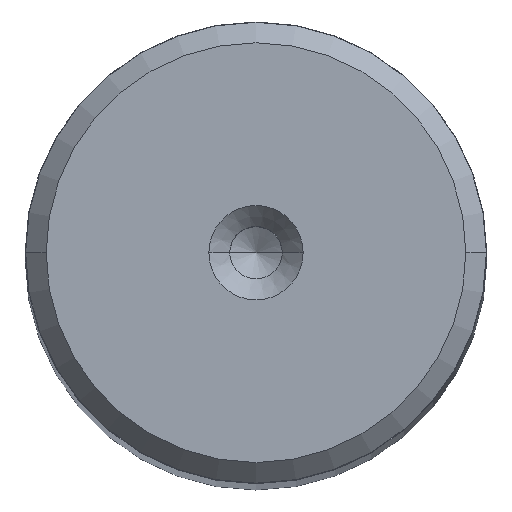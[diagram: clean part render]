
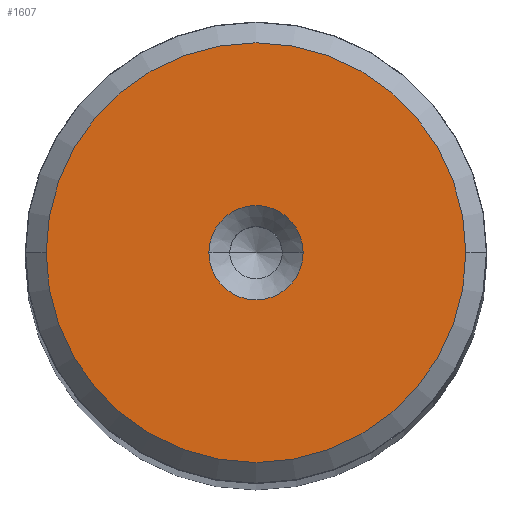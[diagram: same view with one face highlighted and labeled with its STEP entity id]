
A CAD part, top view. The second image highlights one B-rep face of the part: STEP entity #1607.
In plain terms, the highlighted planar face has unit normal (0, 0, 1).
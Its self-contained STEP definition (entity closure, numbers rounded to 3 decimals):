
#11 = CIRCLE ( 'NONE', #1791, 10.009 ) ;
#93 = CIRCLE ( 'NONE', #1962, 2.25 ) ;
#107 = DIRECTION ( 'NONE',  ( 0., 0., 1. ) ) ;
#120 = ORIENTED_EDGE ( 'NONE', *, *, #1144, .T. ) ;
#148 = CARTESIAN_POINT ( 'NONE',  ( 0., 0., 180. ) ) ;
#234 = CIRCLE ( 'NONE', #914, 2.25 ) ;
#325 = EDGE_CURVE ( 'NONE', #1074, #2514, #2300, .T. ) ;
#414 = CARTESIAN_POINT ( 'NONE',  ( 0., 0., 180. ) ) ;
#430 = VERTEX_POINT ( 'NONE', #2311 ) ;
#648 = CARTESIAN_POINT ( 'NONE',  ( -10.009, 0., 180. ) ) ;
#656 = ORIENTED_EDGE ( 'NONE', *, *, #2312, .F. ) ;
#674 = DIRECTION ( 'NONE',  ( 0., 0., 1. ) ) ;
#731 = CARTESIAN_POINT ( 'NONE',  ( 0., 0., 180. ) ) ;
#743 = EDGE_CURVE ( 'NONE', #830, #430, #93, .T. ) ;
#830 = VERTEX_POINT ( 'NONE', #1407 ) ;
#866 = FACE_OUTER_BOUND ( 'NONE', #2134, .T. ) ;
#914 = AXIS2_PLACEMENT_3D ( 'NONE', #414, #2242, #2011 ) ;
#942 = DIRECTION ( 'NONE',  ( 0., 0., 1. ) ) ;
#966 = DIRECTION ( 'NONE',  ( 1., 0., 0. ) ) ;
#1005 = ORIENTED_EDGE ( 'NONE', *, *, #743, .F. ) ;
#1074 = VERTEX_POINT ( 'NONE', #1247 ) ;
#1077 = AXIS2_PLACEMENT_3D ( 'NONE', #1429, #2000, #2414 ) ;
#1144 = EDGE_CURVE ( 'NONE', #2514, #1074, #11, .T. ) ;
#1247 = CARTESIAN_POINT ( 'NONE',  ( 10.009, 0., 180. ) ) ;
#1407 = CARTESIAN_POINT ( 'NONE',  ( 2.25, 0., 180. ) ) ;
#1429 = CARTESIAN_POINT ( 'NONE',  ( 0., 0., 180. ) ) ;
#1487 = CARTESIAN_POINT ( 'NONE',  ( 0., 0., 180. ) ) ;
#1605 = EDGE_LOOP ( 'NONE', ( #1005, #656 ) ) ;
#1607 = ADVANCED_FACE ( 'NONE', ( #1836, #866 ), #2423, .T. ) ;
#1629 = ORIENTED_EDGE ( 'NONE', *, *, #325, .T. ) ;
#1791 = AXIS2_PLACEMENT_3D ( 'NONE', #148, #942, #2419 ) ;
#1836 = FACE_BOUND ( 'NONE', #1605, .T. ) ;
#1962 = AXIS2_PLACEMENT_3D ( 'NONE', #731, #107, #966 ) ;
#2000 = DIRECTION ( 'NONE',  ( 0., 0., 1. ) ) ;
#2011 = DIRECTION ( 'NONE',  ( 1., 0., 0. ) ) ;
#2134 = EDGE_LOOP ( 'NONE', ( #120, #1629 ) ) ;
#2242 = DIRECTION ( 'NONE',  ( 0., 0., 1. ) ) ;
#2275 = DIRECTION ( 'NONE',  ( 1., 0., 0. ) ) ;
#2300 = CIRCLE ( 'NONE', #2446, 10.009 ) ;
#2311 = CARTESIAN_POINT ( 'NONE',  ( -2.25, 0., 180. ) ) ;
#2312 = EDGE_CURVE ( 'NONE', #430, #830, #234, .T. ) ;
#2414 = DIRECTION ( 'NONE',  ( 1., 0., 0. ) ) ;
#2419 = DIRECTION ( 'NONE',  ( 1., 0., 0. ) ) ;
#2423 = PLANE ( 'NONE',  #1077 ) ;
#2446 = AXIS2_PLACEMENT_3D ( 'NONE', #1487, #674, #2275 ) ;
#2514 = VERTEX_POINT ( 'NONE', #648 ) ;
